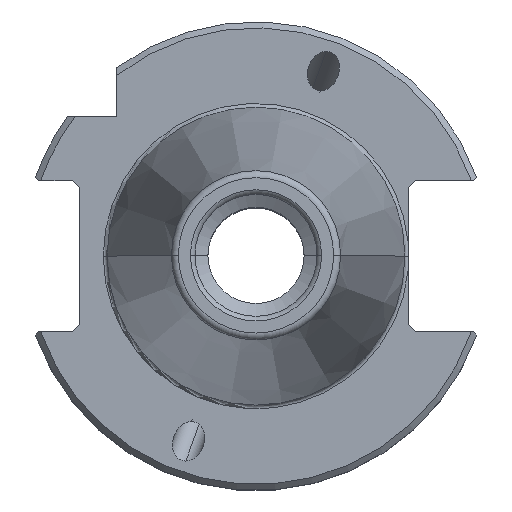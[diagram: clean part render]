
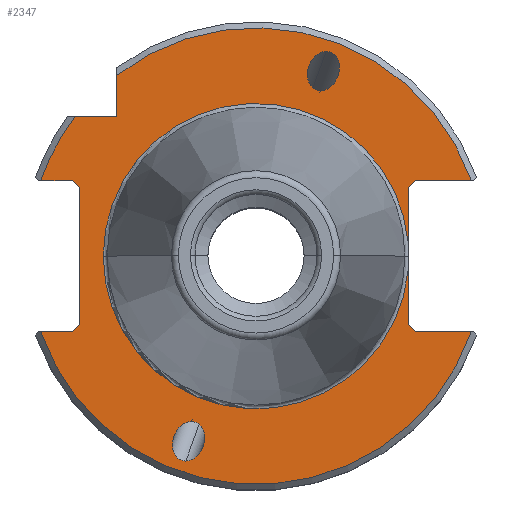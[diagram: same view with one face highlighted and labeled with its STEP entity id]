
A CAD part, top view. The second image highlights one B-rep face of the part: STEP entity #2347.
In plain terms, the highlighted planar face has unit normal (0, 0, 1).
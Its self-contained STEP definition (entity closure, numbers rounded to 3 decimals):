
#1047=VERTEX_POINT('NONE',#3052);
#1111=VERTEX_POINT('NONE',#3123);
#1117=VERTEX_POINT('NONE',#3130);
#1149=EDGE_CURVE('NONE',#1747,#1047,#3166,.F.);
#1151=VERTEX_POINT('NONE',#3168);
#1173=VERTEX_POINT('NONE',#3193);
#1237=VERTEX_POINT('NONE',#3264);
#1251=VERTEX_POINT('NONE',#3280);
#1281=EDGE_CURVE('NONE',#2817,#2847,#3313,.T.);
#1369=VERTEX_POINT('NONE',#3415);
#1397=VERTEX_POINT('NONE',#3448);
#1465=EDGE_CURVE('NONE',#1903,#1397,#3526,.F.);
#1509=VERTEX_POINT('NONE',#3576);
#1601=EDGE_CURVE('NONE',#2381,#2315,#3677,.T.);
#1617=EDGE_CURVE('NONE',#1173,#1151,#3695,.F.);
#1653=EDGE_CURVE('NONE',#2917,#1151,#3736,.T.);
#1667=VERTEX_POINT('NONE',#3750);
#1747=VERTEX_POINT('NONE',#3838);
#1771=EDGE_CURVE('NONE',#1251,#1667,#3866,.F.);
#1793=EDGE_CURVE('NONE',#2847,#2257,#3889,.F.);
#1847=EDGE_CURVE('NONE',#2457,#1111,#3948,.F.);
#1897=EDGE_CURVE('NONE',#1915,#1117,#3999,.T.);
#1903=VERTEX_POINT('NONE',#4007);
#1915=VERTEX_POINT('NONE',#4020);
#2045=EDGE_CURVE('NONE',#1369,#2397,#4161,.F.);
#2125=EDGE_CURVE('NONE',#1509,#1747,#4245,.T.);
#2175=EDGE_CURVE('NONE',#2397,#1369,#4301,.T.);
#2187=EDGE_CURVE('NONE',#1047,#1251,#4313,.T.);
#2257=VERTEX_POINT('NONE',#4390);
#2285=EDGE_CURVE('NONE',#2257,#1111,#4421,.T.);
#2315=VERTEX_POINT('NONE',#4454);
#2347=ADVANCED_FACE('NONE',(#4489,#4490,#4491),#4492,.F.);
#2371=EDGE_CURVE('NONE',#1903,#2315,#4517,.F.);
#2373=EDGE_CURVE('NONE',#1117,#1915,#4519,.F.);
#2381=VERTEX_POINT('NONE',#4527);
#2397=VERTEX_POINT('NONE',#4545);
#2457=VERTEX_POINT('NONE',#4611);
#2493=EDGE_CURVE('NONE',#2381,#2817,#4653,.F.);
#2635=EDGE_CURVE('NONE',#1173,#1237,#4808,.T.);
#2667=EDGE_CURVE('NONE',#1509,#2457,#4844,.F.);
#2817=VERTEX_POINT('NONE',#5007);
#2847=VERTEX_POINT('NONE',#5037);
#2865=EDGE_CURVE('NONE',#1237,#1667,#5058,.T.);
#2917=VERTEX_POINT('NONE',#5117);
#2937=EDGE_CURVE('NONE',#2917,#1397,#5139,.F.);
#3052=CARTESIAN_POINT('',(16.95,8.05,-3.2));
#3123=CARTESIAN_POINT('',(16.2,-1.561,-3.2));
#3130=CARTESIAN_POINT('',(-6.889,-17.632,-3.2));
#3166=LINE('',#5470,#5471);
#3168=CARTESIAN_POINT('',(-22.954,8.05,-3.2));
#3193=CARTESIAN_POINT('',(-19.266,14.85,-3.2));
#3264=CARTESIAN_POINT('',(-14.85,14.85,-3.2));
#3280=CARTESIAN_POINT('',(22.954,8.05,-3.2));
#3313=LINE('',#5739,#5740);
#3415=CARTESIAN_POINT('',(6.889,17.632,-3.2));
#3448=CARTESIAN_POINT('',(-18.8,7.3,-3.2));
#3526=LINE('',#6058,#6059);
#3576=CARTESIAN_POINT('',(16.2,1.561,-3.2));
#3677=LINE('',#6364,#6365);
#3695=CIRCLE('',#6387,24.325);
#3736=LINE('',#6476,#6477);
#3750=CARTESIAN_POINT('',(-14.85,19.266,-3.2));
#3838=CARTESIAN_POINT('',(16.2,7.3,-3.2));
#3866=CIRCLE('',#6744,24.325);
#3889=LINE('',#6795,#6796);
#3948=CIRCLE('',#6895,16.275);
#3999=ELLIPSE('',#7009,2.154,1.65);
#4007=CARTESIAN_POINT('',(-18.8,-7.3,-3.2));
#4020=CARTESIAN_POINT('',(-7.476,-21.835,-3.2));
#4161=ELLIPSE('',#7385,2.154,1.65);
#4245=LINE('',#7556,#7557);
#4301=ELLIPSE('',#7689,2.154,1.65);
#4313=LINE('',#7709,#7710);
#4390=CARTESIAN_POINT('',(16.2,-7.3,-3.2));
#4421=LINE('',#7877,#7878);
#4454=CARTESIAN_POINT('',(-19.55,-8.05,-3.2));
#4489=FACE_OUTER_BOUND('',#7980,.T.);
#4490=FACE_BOUND('',#7981,.T.);
#4491=FACE_BOUND('',#7982,.T.);
#4492=PLANE('',#7983);
#4517=LINE('',#8038,#8039);
#4519=ELLIPSE('',#8042,2.154,1.65);
#4527=CARTESIAN_POINT('',(-22.954,-8.05,-3.2));
#4545=CARTESIAN_POINT('',(7.476,21.835,-3.2));
#4611=CARTESIAN_POINT('',(-16.275,0.,-3.2));
#4653=CIRCLE('',#8277,24.325);
#4808=LINE('',#8559,#8560);
#4844=CIRCLE('',#8626,16.275);
#5007=CARTESIAN_POINT('',(22.954,-8.05,-3.2));
#5037=CARTESIAN_POINT('',(16.95,-8.05,-3.2));
#5058=LINE('',#9220,#9221);
#5117=CARTESIAN_POINT('',(-19.55,8.05,-3.2));
#5139=LINE('',#9322,#9323);
#5470=CARTESIAN_POINT('',(6.631,-2.269,-3.2));
#5471=VECTOR('',#9644,1.0);
#5739=CARTESIAN_POINT('',(12.488,-8.05,-3.2));
#5740=VECTOR('',#9822,1.0);
#6058=CARTESIAN_POINT('',(-18.8,-8.138,-3.2));
#6059=VECTOR('',#10134,1.0);
#6364=CARTESIAN_POINT('',(-12.488,-8.05,-3.2));
#6365=VECTOR('',#10324,1.0);
#6387=AXIS2_PLACEMENT_3D('',#10352,#10353,#10354);
#6476=CARTESIAN_POINT('',(-12.488,8.05,-3.2));
#6477=VECTOR('',#10411,1.0);
#6744=AXIS2_PLACEMENT_3D('',#10572,#10573,#10574);
#6795=CARTESIAN_POINT('',(14.769,-5.869,-3.2));
#6796=VECTOR('',#10591,1.0);
#6895=AXIS2_PLACEMENT_3D('',#10651,#10652,#10653);
#7009=AXIS2_PLACEMENT_3D('',#10688,#10689,#10690);
#7385=AXIS2_PLACEMENT_3D('',#10846,#10847,#10848);
#7556=CARTESIAN_POINT('',(16.2,-8.138,-3.2));
#7557=VECTOR('',#10901,1.0);
#7689=AXIS2_PLACEMENT_3D('',#10964,#10965,#10966);
#7709=CARTESIAN_POINT('',(12.488,8.05,-3.2));
#7710=VECTOR('',#10978,1.0);
#7877=CARTESIAN_POINT('',(16.2,-8.138,-3.2));
#7878=VECTOR('',#11089,1.0);
#7980=EDGE_LOOP('',(#11181,#11182,#11183,#11184,#11185,#11186,#11187,#11188,#11189,#11190,#11191,#11192,#11193,#11194,#11195,#11196,#11197,#11198));
#7981=EDGE_LOOP('',(#11199,#11200));
#7982=EDGE_LOOP('',(#11201,#11202));
#7983=AXIS2_PLACEMENT_3D('',#11203,#11204,#11205);
#8038=CARTESIAN_POINT('',(-16.344,-4.844,-3.2));
#8039=VECTOR('',#11223,1.0);
#8042=AXIS2_PLACEMENT_3D('',#11224,#11225,#11226);
#8277=AXIS2_PLACEMENT_3D('',#11391,#11392,#11393);
#8559=CARTESIAN_POINT('',(-7.425,14.85,-3.2));
#8560=VECTOR('',#11538,1.0);
#8626=AXIS2_PLACEMENT_3D('',#11593,#11594,#11595);
#9220=CARTESIAN_POINT('',(-14.85,-0.712,-3.2));
#9221=VECTOR('',#11806,1.0);
#9322=CARTESIAN_POINT('',(-8.206,-3.294,-3.2));
#9323=VECTOR('',#11909,1.0);
#9644=DIRECTION('',(-0.707,-0.707,0.0));
#9822=DIRECTION('',(-1.0,0.,0.0));
#10134=DIRECTION('',(0.,-1.0,0.0));
#10324=DIRECTION('',(1.0,0.,-0.0));
#10352=CARTESIAN_POINT('',(0.0,0.0,-3.2));
#10353=DIRECTION('',(0.0,0.0,-1.0));
#10354=DIRECTION('',(1.0,0.,0.0));
#10411=DIRECTION('',(-1.0,0.,0.0));
#10572=CARTESIAN_POINT('',(0.0,0.0,-3.2));
#10573=DIRECTION('',(0.0,0.0,-1.0));
#10574=DIRECTION('',(1.0,0.,0.0));
#10591=DIRECTION('',(0.707,-0.707,-0.0));
#10651=CARTESIAN_POINT('',(0.0,0.0,-3.2));
#10652=DIRECTION('',(0.0,0.0,-1.0));
#10653=DIRECTION('',(0.0,1.0,0.0));
#10688=CARTESIAN_POINT('',(-7.182,-19.734,-3.2));
#10689=DIRECTION('',(0.0,-0.0,1.0));
#10690=DIRECTION('',(0.342,0.94,0.0));
#10846=CARTESIAN_POINT('',(7.182,19.734,-3.2));
#10847=DIRECTION('',(-0.0,0.0,-1.0));
#10848=DIRECTION('',(-0.342,-0.94,0.0));
#10901=DIRECTION('',(0.,1.0,0.0));
#10964=CARTESIAN_POINT('',(7.182,19.734,-3.2));
#10965=DIRECTION('',(0.0,0.0,1.0));
#10966=DIRECTION('',(-0.342,-0.94,0.0));
#10978=DIRECTION('',(1.0,0.,-0.0));
#11089=DIRECTION('',(0.,1.0,0.0));
#11181=ORIENTED_EDGE('',*,*,#2865,.F.);
#11182=ORIENTED_EDGE('',*,*,#2635,.F.);
#11183=ORIENTED_EDGE('',*,*,#1617,.T.);
#11184=ORIENTED_EDGE('',*,*,#1653,.F.);
#11185=ORIENTED_EDGE('',*,*,#2937,.T.);
#11186=ORIENTED_EDGE('',*,*,#1465,.F.);
#11187=ORIENTED_EDGE('',*,*,#2371,.T.);
#11188=ORIENTED_EDGE('',*,*,#1601,.F.);
#11189=ORIENTED_EDGE('',*,*,#2493,.T.);
#11190=ORIENTED_EDGE('',*,*,#1281,.T.);
#11191=ORIENTED_EDGE('',*,*,#1793,.T.);
#11192=ORIENTED_EDGE('',*,*,#2285,.T.);
#11193=ORIENTED_EDGE('',*,*,#1847,.F.);
#11194=ORIENTED_EDGE('',*,*,#2667,.F.);
#11195=ORIENTED_EDGE('',*,*,#2125,.T.);
#11196=ORIENTED_EDGE('',*,*,#1149,.T.);
#11197=ORIENTED_EDGE('',*,*,#2187,.T.);
#11198=ORIENTED_EDGE('',*,*,#1771,.T.);
#11199=ORIENTED_EDGE('',*,*,#2373,.F.);
#11200=ORIENTED_EDGE('',*,*,#1897,.F.);
#11201=ORIENTED_EDGE('',*,*,#2045,.F.);
#11202=ORIENTED_EDGE('',*,*,#2175,.F.);
#11203=CARTESIAN_POINT('',(0.,-16.275,-3.2));
#11204=DIRECTION('',(-0.0,0.0,-1.0));
#11205=DIRECTION('',(0.,-1.0,0.0));
#11223=DIRECTION('',(0.707,0.707,0.0));
#11224=CARTESIAN_POINT('',(-7.182,-19.734,-3.2));
#11225=DIRECTION('',(0.0,0.0,-1.0));
#11226=DIRECTION('',(0.342,0.94,0.0));
#11391=CARTESIAN_POINT('',(0.0,0.0,-3.2));
#11392=DIRECTION('',(0.0,0.0,-1.0));
#11393=DIRECTION('',(1.0,0.,0.0));
#11538=DIRECTION('',(1.0,0.,-0.0));
#11593=CARTESIAN_POINT('',(0.0,0.0,-3.2));
#11594=DIRECTION('',(0.0,0.0,-1.0));
#11595=DIRECTION('',(0.0,1.0,0.0));
#11806=DIRECTION('',(0.,1.0,0.0));
#11909=DIRECTION('',(-0.707,0.707,0.0));
